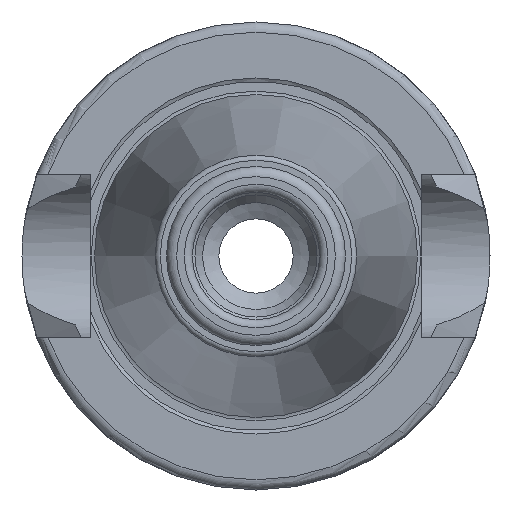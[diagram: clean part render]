
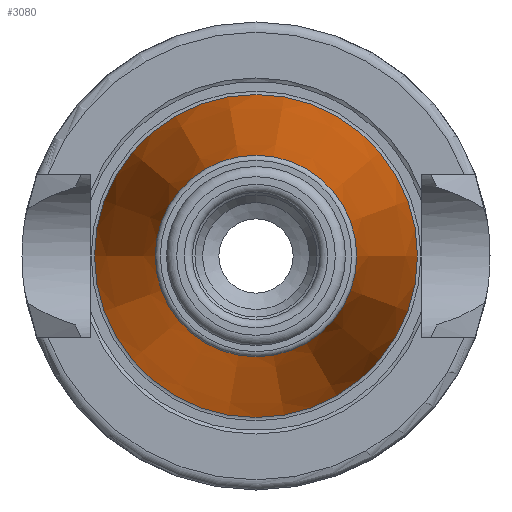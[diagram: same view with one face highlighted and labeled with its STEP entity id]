
A CAD part, left-side view. The second image highlights one B-rep face of the part: STEP entity #3080.
In plain terms, the highlighted conical face has half-angle 8.297 degrees and reference radius 12.887 mm.
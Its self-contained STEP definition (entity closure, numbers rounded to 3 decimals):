
#3046=CARTESIAN_POINT('',(-40.972,9.9,0.0));
#3047=VERTEX_POINT('',#3046);
#3048=CARTESIAN_POINT('',(-40.972,0.0,0.0));
#3049=DIRECTION('',(1.0,0.0,0.0));
#3050=DIRECTION('',(0.0,1.0,0.0));
#3051=AXIS2_PLACEMENT_3D('',#3048,#3049,#3050);
#3052=CIRCLE('',#3051,9.9);
#3053=EDGE_CURVE('',#3047,#3047,#3052,.T.);
#3061=CARTESIAN_POINT('',(-20.486,0.0,0.0));
#3062=DIRECTION('',(1.0,0.0,0.0));
#3063=DIRECTION('',(0.0,1.0,0.0));
#3064=AXIS2_PLACEMENT_3D('',#3061,#3062,#3063);
#3065=CONICAL_SURFACE('',#3064,12.887,8.297);
#3066=CARTESIAN_POINT('',(0.0,15.875,0.0));
#3067=VERTEX_POINT('',#3066);
#3068=CARTESIAN_POINT('',(0.0,0.0,0.0));
#3069=DIRECTION('',(1.0,0.0,0.0));
#3070=DIRECTION('',(0.0,1.0,0.0));
#3071=AXIS2_PLACEMENT_3D('',#3068,#3069,#3070);
#3072=CIRCLE('',#3071,15.875);
#3073=EDGE_CURVE('',#3067,#3067,#3072,.T.);
#3074=ORIENTED_EDGE('',*,*,#3073,.F.);
#3075=EDGE_LOOP('',(#3074));
#3076=FACE_OUTER_BOUND('',#3075,.T.);
#3077=ORIENTED_EDGE('',*,*,#3053,.T.);
#3078=EDGE_LOOP('',(#3077));
#3079=FACE_BOUND('',#3078,.T.);
#3080=ADVANCED_FACE('',(#3076,#3079),#3065,.T.);
